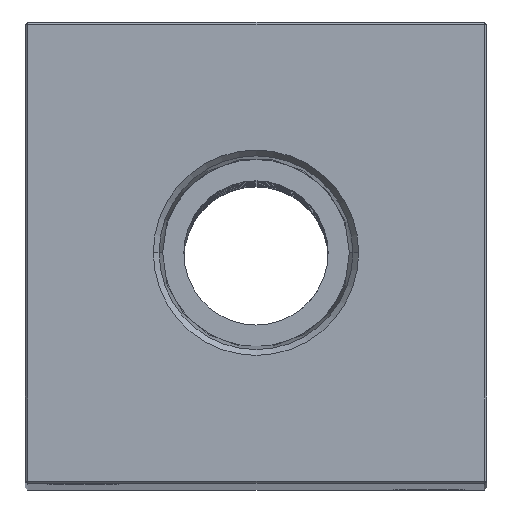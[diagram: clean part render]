
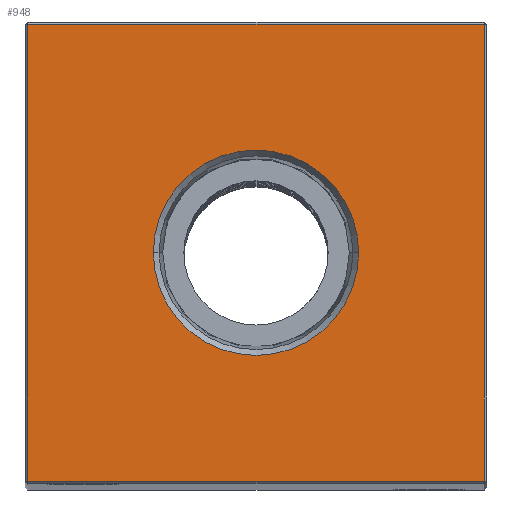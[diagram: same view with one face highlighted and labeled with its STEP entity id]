
A CAD part, top view. The second image highlights one B-rep face of the part: STEP entity #948.
In plain terms, the highlighted planar face has unit normal (0, 0, 1).
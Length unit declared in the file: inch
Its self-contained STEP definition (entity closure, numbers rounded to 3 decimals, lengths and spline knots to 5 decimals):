
#59 = CARTESIAN_POINT ( 'NONE',  ( -0.99, 0.99, 16.25 ) ) ;
#70 = AXIS2_PLACEMENT_3D ( 'NONE', #5707, #9925, #11965 ) ;
#814 = DIRECTION ( 'NONE',  ( -1., 0., 0. ) ) ;
#948 = ADVANCED_FACE ( 'NONE', ( #25092, #18542 ), #7499, .F. ) ;
#2365 = CIRCLE ( 'NONE', #70, 0.44487 ) ;
#2653 = VECTOR ( 'NONE', #16832, 39.37008 ) ;
#3771 = CARTESIAN_POINT ( 'NONE',  ( 0.99, 0.99, 16.25 ) ) ;
#3893 = VECTOR ( 'NONE', #15247, 39.37008 ) ;
#4028 = CARTESIAN_POINT ( 'NONE',  ( -0.99, -0.99, 16.25 ) ) ;
#5223 = ORIENTED_EDGE ( 'NONE', *, *, #24798, .T. ) ;
#5707 = CARTESIAN_POINT ( 'NONE',  ( 0., 0., 16.25 ) ) ;
#7005 = CARTESIAN_POINT ( 'NONE',  ( -0.44487, 0., 16.25 ) ) ;
#7499 = PLANE ( 'NONE',  #21029 ) ;
#7977 = CARTESIAN_POINT ( 'NONE',  ( 0.99, 0., 16.25 ) ) ;
#8416 = LINE ( 'NONE', #7977, #3893 ) ;
#9115 = ORIENTED_EDGE ( 'NONE', *, *, #23131, .F. ) ;
#9361 = EDGE_LOOP ( 'NONE', ( #5223, #13399, #20356, #10263 ) ) ;
#9815 = EDGE_CURVE ( 'NONE', #11121, #26149, #8416, .T. ) ;
#9925 = DIRECTION ( 'NONE',  ( 0., 0., 1. ) ) ;
#10263 = ORIENTED_EDGE ( 'NONE', *, *, #20970, .T. ) ;
#10358 = EDGE_LOOP ( 'NONE', ( #20449, #9115 ) ) ;
#11121 = VERTEX_POINT ( 'NONE', #28279 ) ;
#11965 = DIRECTION ( 'NONE',  ( 1., 0., 0. ) ) ;
#12057 = CIRCLE ( 'NONE', #28326, 0.44487 ) ;
#12179 = DIRECTION ( 'NONE',  ( 0., 0., 1. ) ) ;
#13399 = ORIENTED_EDGE ( 'NONE', *, *, #28605, .T. ) ;
#13766 = LINE ( 'NONE', #13904, #17674 ) ;
#13904 = CARTESIAN_POINT ( 'NONE',  ( 0., 0.99, 16.25 ) ) ;
#13986 = LINE ( 'NONE', #22858, #2653 ) ;
#14041 = DIRECTION ( 'NONE',  ( -1., 0., 0. ) ) ;
#14043 = CARTESIAN_POINT ( 'NONE',  ( 0., 0., 16.25 ) ) ;
#14853 = VERTEX_POINT ( 'NONE', #7005 ) ;
#15225 = EDGE_CURVE ( 'NONE', #15427, #14853, #12057, .T. ) ;
#15247 = DIRECTION ( 'NONE',  ( 0., 1., 0. ) ) ;
#15427 = VERTEX_POINT ( 'NONE', #25985 ) ;
#16821 = CARTESIAN_POINT ( 'NONE',  ( 0., 0., 16.25 ) ) ;
#16832 = DIRECTION ( 'NONE',  ( 1., 0., 0. ) ) ;
#17674 = VECTOR ( 'NONE', #14041, 39.37008 ) ;
#18542 = FACE_BOUND ( 'NONE', #10358, .T. ) ;
#20162 = VECTOR ( 'NONE', #22332, 39.37008 ) ;
#20356 = ORIENTED_EDGE ( 'NONE', *, *, #9815, .T. ) ;
#20441 = LINE ( 'NONE', #24656, #20162 ) ;
#20449 = ORIENTED_EDGE ( 'NONE', *, *, #15225, .F. ) ;
#20970 = EDGE_CURVE ( 'NONE', #26149, #28436, #13766, .T. ) ;
#21029 = AXIS2_PLACEMENT_3D ( 'NONE', #14043, #22916, #814 ) ;
#22332 = DIRECTION ( 'NONE',  ( 0., -1., 0. ) ) ;
#22858 = CARTESIAN_POINT ( 'NONE',  ( 0., -0.99, 16.25 ) ) ;
#22916 = DIRECTION ( 'NONE',  ( 0., 0., -1. ) ) ;
#23131 = EDGE_CURVE ( 'NONE', #14853, #15427, #2365, .T. ) ;
#24656 = CARTESIAN_POINT ( 'NONE',  ( -0.99, 0., 16.25 ) ) ;
#24798 = EDGE_CURVE ( 'NONE', #28436, #27083, #20441, .T. ) ;
#25092 = FACE_OUTER_BOUND ( 'NONE', #9361, .T. ) ;
#25695 = DIRECTION ( 'NONE',  ( 1., 0., 0. ) ) ;
#25985 = CARTESIAN_POINT ( 'NONE',  ( 0.44487, 0., 16.25 ) ) ;
#26149 = VERTEX_POINT ( 'NONE', #3771 ) ;
#27083 = VERTEX_POINT ( 'NONE', #4028 ) ;
#28279 = CARTESIAN_POINT ( 'NONE',  ( 0.99, -0.99, 16.25 ) ) ;
#28326 = AXIS2_PLACEMENT_3D ( 'NONE', #16821, #12179, #25695 ) ;
#28436 = VERTEX_POINT ( 'NONE', #59 ) ;
#28605 = EDGE_CURVE ( 'NONE', #27083, #11121, #13986, .T. ) ;
